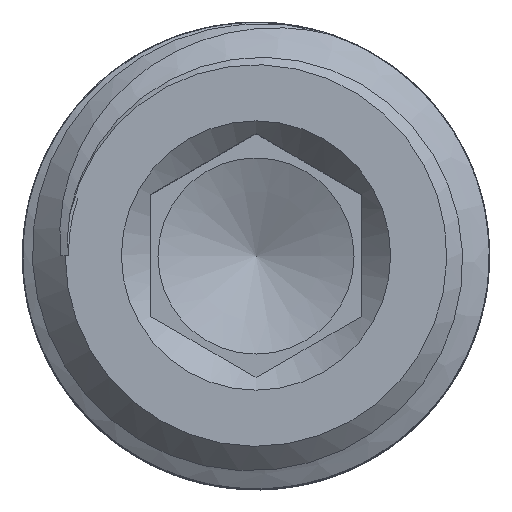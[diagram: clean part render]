
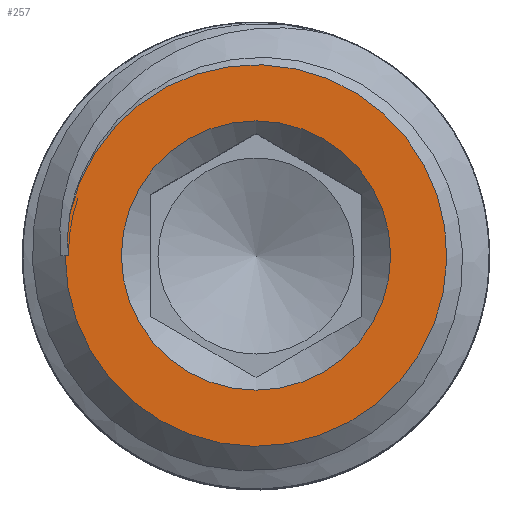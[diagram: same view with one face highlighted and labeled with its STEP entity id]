
A CAD part, top view. The second image highlights one B-rep face of the part: STEP entity #257.
In plain terms, the highlighted planar face has unit normal (0, 0, 1).
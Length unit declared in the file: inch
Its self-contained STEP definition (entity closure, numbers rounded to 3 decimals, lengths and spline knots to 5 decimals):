
#24=B_SPLINE_CURVE_WITH_KNOTS('',3,(#2486,#2487,#2488,#2489,#2490,#2491,
#2492),.UNSPECIFIED.,.F.,.F.,(4,3,4),(1.27234,1.29083,
1.37073),.UNSPECIFIED.);
#40=LINE('',#1839,#55);
#55=VECTOR('',#327,0.003);
#65=PLANE('',#277);
#68=FACE_BOUND('',#107,.T.);
#69=CIRCLE('',#262,0.12568);
#73=CIRCLE('',#278,0.1781);
#88=FACE_OUTER_BOUND('',#106,.T.);
#106=EDGE_LOOP('',(#231,#232,#233));
#107=EDGE_LOOP('',(#234));
#121=VERTEX_POINT('',#361);
#134=VERTEX_POINT('',#1564);
#136=VERTEX_POINT('',#1838);
#137=VERTEX_POINT('',#2485);
#144=EDGE_CURVE('',#121,#121,#69,.T.);
#167=EDGE_CURVE('',#134,#136,#40,.T.);
#169=EDGE_CURVE('',#137,#134,#24,.T.);
#171=EDGE_CURVE('',#137,#136,#73,.T.);
#231=ORIENTED_EDGE('',*,*,#169,.T.);
#232=ORIENTED_EDGE('',*,*,#167,.T.);
#233=ORIENTED_EDGE('',*,*,#171,.F.);
#234=ORIENTED_EDGE('',*,*,#144,.T.);
#257=ADVANCED_FACE('',(#88,#68),#65,.F.);
#262=AXIS2_PLACEMENT_3D('',#362,#284,#285);
#277=AXIS2_PLACEMENT_3D('',#2542,#329,#330);
#278=AXIS2_PLACEMENT_3D('',#2543,#331,#332);
#284=DIRECTION('center_axis',(0.,0.,-1.));
#285=DIRECTION('ref_axis',(1.,0.,0.));
#327=DIRECTION('',(-1.,0.,0.));
#329=DIRECTION('center_axis',(0.,0.,-1.));
#330=DIRECTION('ref_axis',(-1.,0.,0.));
#331=DIRECTION('center_axis',(0.,0.,-1.));
#332=DIRECTION('ref_axis',(-1.,0.,0.));
#361=CARTESIAN_POINT('',(0.12568,0.,0.3125));
#362=CARTESIAN_POINT('Origin',(0.,0.,0.3125));
#1564=CARTESIAN_POINT('',(-0.1751,0.,0.3125));
#1838=CARTESIAN_POINT('',(-0.1781,0.,0.3125));
#1839=CARTESIAN_POINT('',(-0.10188,0.,0.3125));
#2485=CARTESIAN_POINT('',(-0.1739,0.03846,0.3125));
#2486=CARTESIAN_POINT('Ctrl Pts',(-0.17391,0.03846,
0.3125));
#2487=CARTESIAN_POINT('Ctrl Pts',(-0.17425,0.03607,
0.3125));
#2488=CARTESIAN_POINT('Ctrl Pts',(-0.17454,0.03367,
0.3125));
#2489=CARTESIAN_POINT('Ctrl Pts',(-0.17478,0.03127,
0.3125));
#2490=CARTESIAN_POINT('Ctrl Pts',(-0.17582,0.02088,
0.3125));
#2491=CARTESIAN_POINT('Ctrl Pts',(-0.17592,0.01042,
0.3125));
#2492=CARTESIAN_POINT('Ctrl Pts',(-0.17509,0.00001,
0.3125));
#2542=CARTESIAN_POINT('Origin',(0.,0.,0.3125));
#2543=CARTESIAN_POINT('Origin',(0.,0.,0.3125));
